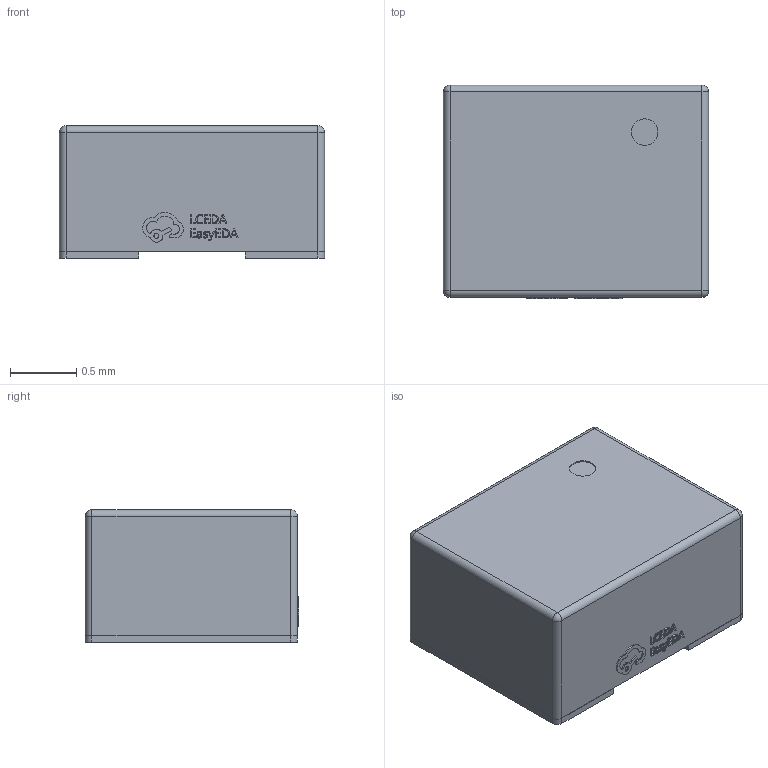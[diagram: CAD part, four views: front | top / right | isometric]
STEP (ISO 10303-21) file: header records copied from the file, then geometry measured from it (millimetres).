
FILE_DESCRIPTION(('FreeCAD Model'),'2;1');
FILE_NAME('Open CASCADE Shape Model','2025-07-22T10:23:36',(''),(''), 'Open CASCADE STEP processor 7.6','FreeCAD','Unknown');
FILE_SCHEMA(('AUTOMOTIVE_DESIGN { 1 0 10303 214 1 1 1 1 }'));
Length unit declared in the file: millimetre
Products named in the file (5): QdWV-L1-IND-SMD_L2.0-W1.6_AOTA-B201610S3R3-101-T; COMPOUND003; COMPOUND; COMPOUND001; COMPOUND002
Assembly tree (4 placements, depth 3):
  QdWV-L1-IND-SMD_L2.0-W1.6_AOTA-B201610S3R3-101-T
    COMPOUND003
      COMPOUND
      COMPOUND001
      COMPOUND002
Bounding box: 2 x 1.61 x 1 mm (x, y, z)
Volume: 3.1 mm3; surface area: 17.3 mm2
Topology: 3 solids, 3 shells, 261 faces, 697 edges, 458 vertices
Faces by surface type: plane 145, bspline 98, cylinder 14, sphere 4
Entity records: 18008 total; most frequent: CARTESIAN_POINT 5107, DIRECTION 1831, LINE 1429, VECTOR 1429, ORIENTED_EDGE 1386, PCURVE 1386, DEFINITIONAL_REPRESENTATION 1386, EDGE_CURVE 693
